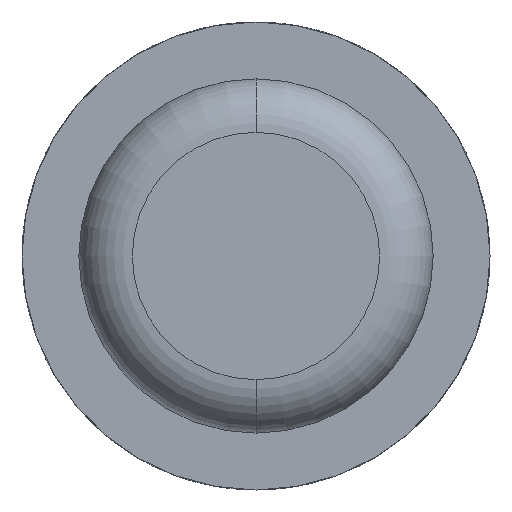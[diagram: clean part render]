
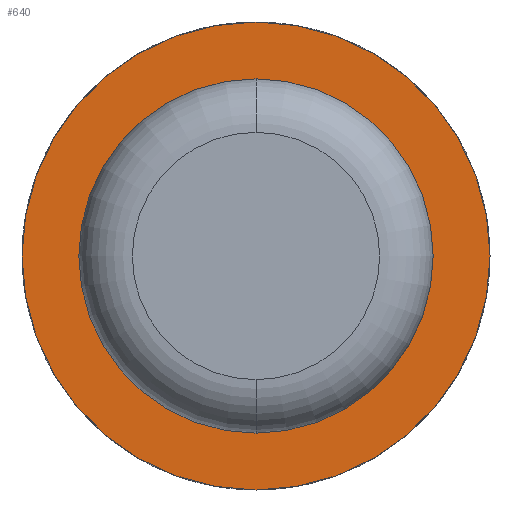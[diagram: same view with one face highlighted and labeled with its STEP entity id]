
A CAD part, front view. The second image highlights one B-rep face of the part: STEP entity #640.
In plain terms, the highlighted planar face has unit normal (0, -1, 0).
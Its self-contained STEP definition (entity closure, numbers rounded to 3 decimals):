
#22 = ORIENTED_EDGE ( 'NONE', *, *, #3642, .F. ) ;
#181 = DIRECTION ( 'NONE',  ( 0., -1., 0. ) ) ;
#219 = CARTESIAN_POINT ( 'NONE',  ( 0., 7.9, 0. ) ) ;
#352 = CIRCLE ( 'NONE', #1771, 1.325 ) ;
#574 = CIRCLE ( 'NONE', #3310, 1.75 ) ;
#640 = ADVANCED_FACE ( 'Defeature ausgef�hrt1_2', ( #687, #839 ), #3814, .T. ) ;
#642 = VERTEX_POINT ( 'NONE', #1178 ) ;
#657 = ORIENTED_EDGE ( 'NONE', *, *, #1626, .F. ) ;
#687 = FACE_OUTER_BOUND ( 'NONE', #4564, .T. ) ;
#690 = AXIS2_PLACEMENT_3D ( 'NONE', #4737, #1398, #2486 ) ;
#839 = FACE_BOUND ( 'NONE', #3752, .T. ) ;
#1009 = EDGE_CURVE ( 'Defeature ausgef�hrt1_2+Defeature ausgef�hrt1_3+Defeature ausgef�hrt1_3+Defeature ausgef�hrt1_3', #642, #3057, #574, .T. ) ;
#1178 = CARTESIAN_POINT ( 'NONE',  ( 0., 7.9, -1.75 ) ) ;
#1398 = DIRECTION ( 'NONE',  ( 0., -1., 0. ) ) ;
#1463 = CARTESIAN_POINT ( 'NONE',  ( 0., 7.9, 0. ) ) ;
#1574 = CIRCLE ( 'NONE', #2322, 1.325 ) ;
#1612 = CARTESIAN_POINT ( 'NONE',  ( 1.325, 7.9, 0. ) ) ;
#1626 = EDGE_CURVE ( 'Defeature ausgef�hrt1_1+Defeature ausgef�hrt1_2+Defeature ausgef�hrt1_2+Defeature ausgef�hrt1_2', #4736, #3928, #352, .T. ) ;
#1771 = AXIS2_PLACEMENT_3D ( 'NONE', #2208, #3011, #4422 ) ;
#2081 = EDGE_CURVE ( 'Defeature ausgef�hrt1_2+Defeature ausgef�hrt1_3+Defeature ausgef�hrt1_3+Defeature ausgef�hrt1_3', #3057, #642, #2679, .T. ) ;
#2208 = CARTESIAN_POINT ( 'NONE',  ( 0., 7.9, 0. ) ) ;
#2322 = AXIS2_PLACEMENT_3D ( 'NONE', #1463, #3684, #2872 ) ;
#2486 = DIRECTION ( 'NONE',  ( 0., 0., -1. ) ) ;
#2648 = CARTESIAN_POINT ( 'NONE',  ( 0., 7.9, 1.75 ) ) ;
#2679 = CIRCLE ( 'NONE', #690, 1.75 ) ;
#2856 = AXIS2_PLACEMENT_3D ( 'NONE', #1612, #181, #3447 ) ;
#2872 = DIRECTION ( 'NONE',  ( 0., 0., -1. ) ) ;
#2995 = ORIENTED_EDGE ( 'NONE', *, *, #2081, .T. ) ;
#3011 = DIRECTION ( 'NONE',  ( 0., -1., 0. ) ) ;
#3057 = VERTEX_POINT ( 'NONE', #2648 ) ;
#3153 = DIRECTION ( 'NONE',  ( 0., -1., 0. ) ) ;
#3310 = AXIS2_PLACEMENT_3D ( 'NONE', #219, #3153, #3437 ) ;
#3437 = DIRECTION ( 'NONE',  ( 0., 0., -1. ) ) ;
#3447 = DIRECTION ( 'NONE',  ( 0., 0., -1. ) ) ;
#3538 = CARTESIAN_POINT ( 'NONE',  ( 0., 7.9, -1.325 ) ) ;
#3642 = EDGE_CURVE ( 'Defeature ausgef�hrt1_1+Defeature ausgef�hrt1_2+Defeature ausgef�hrt1_2+Defeature ausgef�hrt1_2', #3928, #4736, #1574, .T. ) ;
#3684 = DIRECTION ( 'NONE',  ( 0., -1., 0. ) ) ;
#3752 = EDGE_LOOP ( 'NONE', ( #22, #657 ) ) ;
#3814 = PLANE ( 'NONE',  #2856 ) ;
#3928 = VERTEX_POINT ( 'NONE', #3538 ) ;
#3990 = ORIENTED_EDGE ( 'NONE', *, *, #1009, .T. ) ;
#4307 = CARTESIAN_POINT ( 'NONE',  ( 0., 7.9, 1.325 ) ) ;
#4422 = DIRECTION ( 'NONE',  ( 0., 0., -1. ) ) ;
#4564 = EDGE_LOOP ( 'NONE', ( #3990, #2995 ) ) ;
#4736 = VERTEX_POINT ( 'NONE', #4307 ) ;
#4737 = CARTESIAN_POINT ( 'NONE',  ( 0., 7.9, 0. ) ) ;
